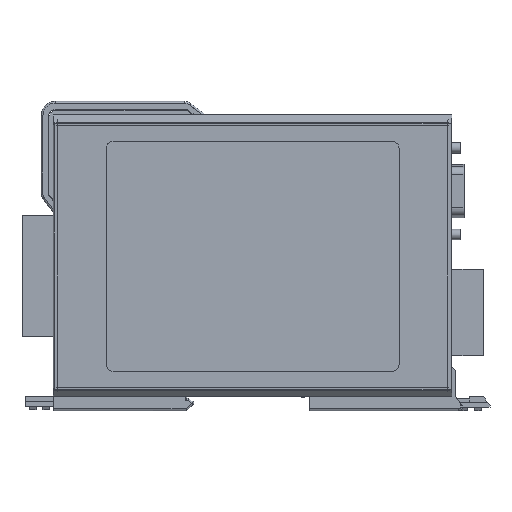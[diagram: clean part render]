
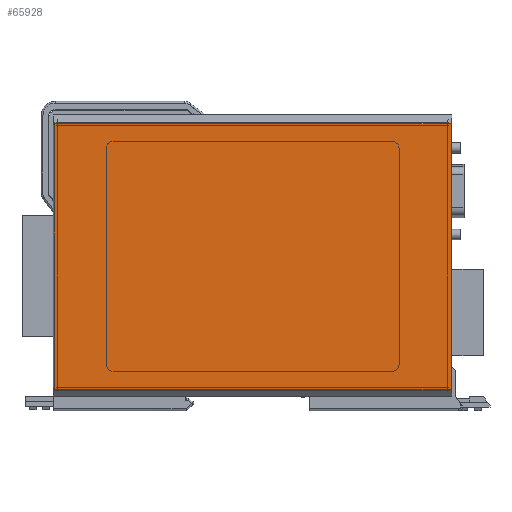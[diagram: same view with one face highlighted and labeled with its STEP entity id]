
A CAD part, front view. The second image highlights one B-rep face of the part: STEP entity #65928.
In plain terms, the highlighted planar face has unit normal (0, -1, 0).
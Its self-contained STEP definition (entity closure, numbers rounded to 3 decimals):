
#63785=DIRECTION('',(1.,0.,0.));
#63786=VECTOR('',#63785,114.528);
#63787=CARTESIAN_POINT('',(-57.264,-4.9,
36.5));
#63788=LINE('',#63787,#63786);
#63789=DIRECTION('',(0.,0.,-1.));
#63790=VECTOR('',#63789,76.743);
#63791=CARTESIAN_POINT('',(57.264,-4.9,
36.5));
#63792=LINE('',#63791,#63790);
#63793=DIRECTION('',(-1.,0.,0.));
#63794=VECTOR('',#63793,114.528);
#63795=CARTESIAN_POINT('',(57.264,-4.9,-40.243));
#63796=LINE('',#63795,#63794);
#63797=DIRECTION('',(0.,0.,1.));
#63798=VECTOR('',#63797,76.743);
#63799=CARTESIAN_POINT('',(-57.264,-4.9,-40.243));
#63800=LINE('',#63799,#63798);
#65397=CARTESIAN_POINT('',(-57.264,-4.9,
36.5));
#65398=CARTESIAN_POINT('',(57.264,-4.9,
36.5));
#65399=VERTEX_POINT('',#65397);
#65400=VERTEX_POINT('',#65398);
#65401=CARTESIAN_POINT('',(57.264,-4.9,-40.243));
#65402=VERTEX_POINT('',#65401);
#65403=CARTESIAN_POINT('',(-57.264,-4.9,-40.243));
#65404=VERTEX_POINT('',#65403);
#65913=CARTESIAN_POINT('',(0.,-4.9,-3.465));
#65914=DIRECTION('',(0.,1.,0.));
#65915=DIRECTION('',(0.,0.,1.));
#65916=AXIS2_PLACEMENT_3D('',#65913,#65914,#65915);
#65917=PLANE('',#65916);
#65919=ORIENTED_EDGE('',*,*,#65918,.T.);
#65921=ORIENTED_EDGE('',*,*,#65920,.T.);
#65923=ORIENTED_EDGE('',*,*,#65922,.T.);
#65925=ORIENTED_EDGE('',*,*,#65924,.T.);
#65926=EDGE_LOOP('',(#65919,#65921,#65923,#65925));
#65927=FACE_OUTER_BOUND('',#65926,.F.);
#65918=EDGE_CURVE('',#65399,#65400,#63788,.T.);
#65920=EDGE_CURVE('',#65400,#65402,#63792,.T.);
#65922=EDGE_CURVE('',#65402,#65404,#63796,.T.);
#65924=EDGE_CURVE('',#65404,#65399,#63800,.T.);
#65928=ADVANCED_FACE('',(#65927),#65917,.F.);
